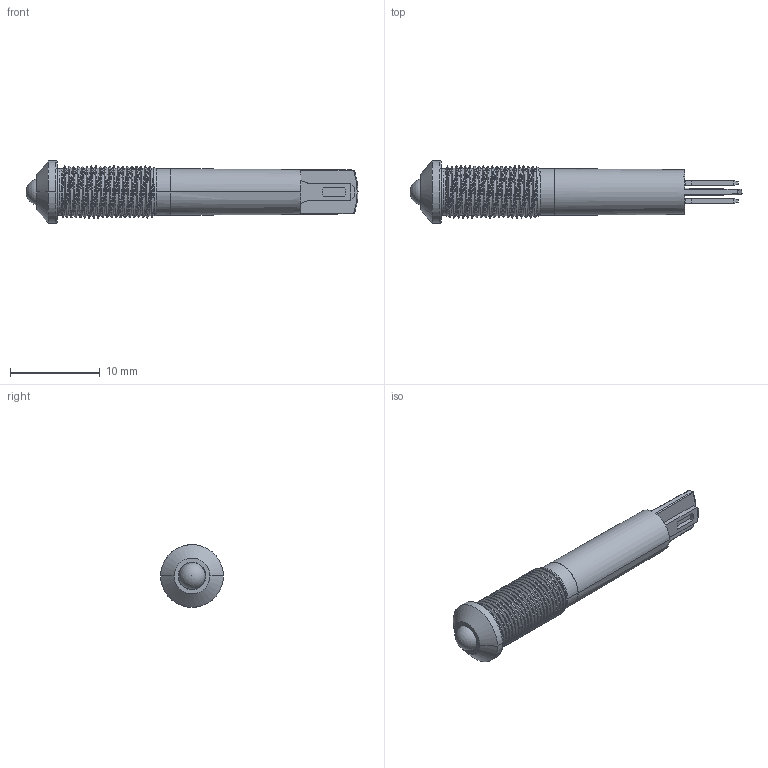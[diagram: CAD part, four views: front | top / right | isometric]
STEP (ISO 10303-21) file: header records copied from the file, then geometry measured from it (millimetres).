
FILE_DESCRIPTION(/* description */ (''),/* implementation_level */ '2;1');
FILE_NAME(/* name */ 'PVL06DLxxx.stp',/* time_stamp */ '2024-11-27T11:53:48-06:00',/* author */ ('jsteinblock'),/* organization */ (''),/* preprocessor_version */ 'ST-DEVELOPER v18.1',/* originating_system */ 'Autodesk Inventor 2022',/* authorisation */ '');
FILE_SCHEMA (('AUTOMOTIVE_DESIGN { 1 0 10303 214 3 1 1 }'));
Length unit declared in the file: inch
Products named in the file (1): PVL06DLxxx
Bounding box: 37.02 x 7 x 7 mm (x, y, z)
Volume: 324.8 mm3; surface area: 1455.7 mm2
Topology: 1 solids, 5 shells, 252 faces, 718 edges, 470 vertices
Faces by surface type: bspline 143, plane 102, cylinder 4, torus 2, sphere 1
Entity records: 35572 total; most frequent: CARTESIAN_POINT 29908, ORIENTED_EDGE 1442, EDGE_CURVE 721, DIRECTION 697, VERTEX_POINT 470, LINE 355, VECTOR 355, B_SPLINE_CURVE_WITH_KNOTS 305
